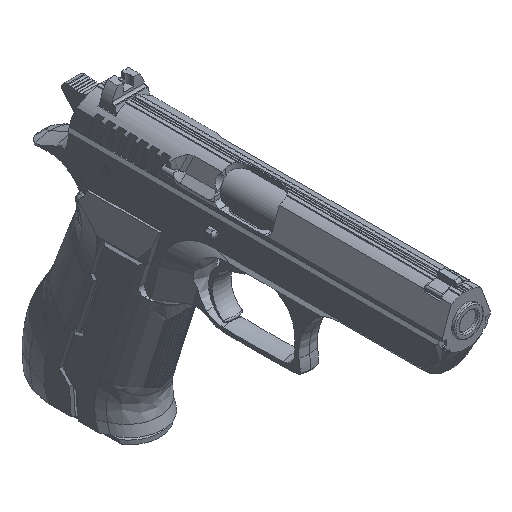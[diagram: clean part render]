
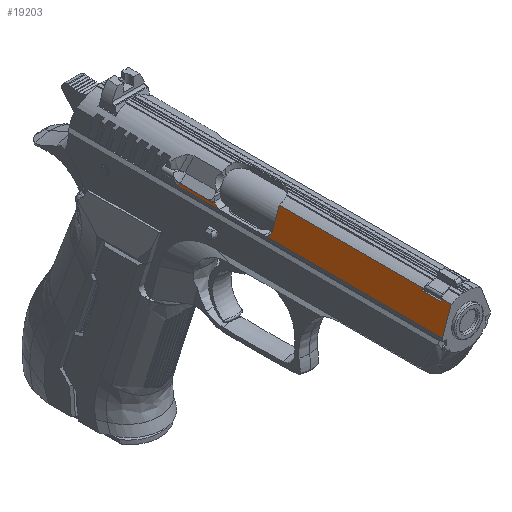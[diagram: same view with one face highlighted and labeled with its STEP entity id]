
A CAD part, isometric view. The second image highlights one B-rep face of the part: STEP entity #19203.
In plain terms, the highlighted planar face has unit normal (-0.94, 0, 0.342).
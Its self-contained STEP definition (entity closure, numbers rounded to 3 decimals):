
#1175=ELLIPSE('',#24696,3.193,3.);
#1176=ELLIPSE('',#24700,3.193,3.);
#5745=ORIENTED_EDGE('',*,*,#8083,.T.);
#5746=ORIENTED_EDGE('',*,*,#9626,.F.);
#5747=ORIENTED_EDGE('',*,*,#9606,.T.);
#5748=ORIENTED_EDGE('',*,*,#9600,.T.);
#5749=ORIENTED_EDGE('',*,*,#9598,.F.);
#5750=ORIENTED_EDGE('',*,*,#9596,.T.);
#5751=ORIENTED_EDGE('',*,*,#9594,.T.);
#5752=ORIENTED_EDGE('',*,*,#9592,.T.);
#5753=ORIENTED_EDGE('',*,*,#9590,.F.);
#5754=ORIENTED_EDGE('',*,*,#9588,.F.);
#5755=ORIENTED_EDGE('',*,*,#9585,.T.);
#5756=ORIENTED_EDGE('',*,*,#9580,.F.);
#5757=ORIENTED_EDGE('',*,*,#9576,.T.);
#8083=EDGE_CURVE('',#10845,#10851,#12740,.T.);
#9576=EDGE_CURVE('',#11829,#10845,#1175,.F.);
#9580=EDGE_CURVE('',#11829,#11831,#13544,.T.);
#9585=EDGE_CURVE('',#11835,#11831,#1176,.F.);
#9588=EDGE_CURVE('',#11835,#11836,#13549,.T.);
#9590=EDGE_CURVE('',#11836,#11837,#13550,.T.);
#9592=EDGE_CURVE('',#11838,#11837,#13551,.T.);
#9594=EDGE_CURVE('',#11839,#11838,#13553,.T.);
#9596=EDGE_CURVE('',#11840,#11839,#13555,.T.);
#9598=EDGE_CURVE('',#11840,#11841,#13556,.T.);
#9600=EDGE_CURVE('',#11842,#11841,#13557,.T.);
#9606=EDGE_CURVE('',#11845,#11842,#13562,.T.);
#9626=EDGE_CURVE('',#11845,#10851,#13575,.T.);
#10845=VERTEX_POINT('',#32938);
#10851=VERTEX_POINT('',#32965);
#11829=VERTEX_POINT('',#38888);
#11831=VERTEX_POINT('',#38898);
#11835=VERTEX_POINT('',#38912);
#11836=VERTEX_POINT('',#38917);
#11837=VERTEX_POINT('',#38921);
#11838=VERTEX_POINT('',#38925);
#11839=VERTEX_POINT('',#38929);
#11840=VERTEX_POINT('',#38933);
#11841=VERTEX_POINT('',#38937);
#11842=VERTEX_POINT('',#38941);
#11845=VERTEX_POINT('',#38955);
#12740=LINE('',#32966,#14308);
#13544=LINE('',#38897,#15112);
#13549=LINE('',#38916,#15117);
#13550=LINE('',#38920,#15118);
#13551=LINE('',#38924,#15119);
#13553=LINE('',#38928,#15121);
#13555=LINE('',#38932,#15123);
#13556=LINE('',#38936,#15124);
#13557=LINE('',#38940,#15125);
#13562=LINE('',#38954,#15130);
#13575=LINE('',#38995,#15143);
#14308=VECTOR('',#25812,1000.);
#15112=VECTOR('',#28374,1000.);
#15117=VECTOR('',#28387,1000.);
#15118=VECTOR('',#28392,1000.);
#15119=VECTOR('',#28397,1000.);
#15121=VECTOR('',#28401,1000.);
#15123=VECTOR('',#28405,1000.);
#15124=VECTOR('',#28410,1000.);
#15125=VECTOR('',#28415,1000.);
#15130=VECTOR('',#28424,1000.);
#15143=VECTOR('',#28475,1000.);
#16358=EDGE_LOOP('',(#5745,#5746,#5747,#5748,#5749,#5750,#5751,#5752,#5753,
#5754,#5755,#5756,#5757));
#17483=FACE_BOUND('',#16358,.T.);
#18313=PLANE('',#24733);
#19203=ADVANCED_FACE('',(#17483),#18313,.T.);
#24696=AXIS2_PLACEMENT_3D('',#38887,#28368,#28369);
#24700=AXIS2_PLACEMENT_3D('',#38911,#28381,#28382);
#24733=AXIS2_PLACEMENT_3D('',#38996,#28476,#28477);
#25812=DIRECTION('',(0.,1.,0.));
#28368=DIRECTION('',(-0.94,0.,0.342));
#28369=DIRECTION('',(0.342,0.,0.94));
#28374=DIRECTION('',(0.,-1.,0.));
#28381=DIRECTION('',(-0.94,0.,0.342));
#28382=DIRECTION('',(0.342,0.,0.94));
#28387=DIRECTION('',(0.342,0.,0.94));
#28392=DIRECTION('',(0.,-1.,0.));
#28397=DIRECTION('',(0.329,-0.278,0.903));
#28401=DIRECTION('',(0.,1.,0.));
#28405=DIRECTION('',(-0.329,-0.278,-0.903));
#28410=DIRECTION('',(0.,-1.,0.));
#28415=DIRECTION('',(0.342,0.,0.94));
#28424=DIRECTION('',(0.,-1.,0.));
#28475=DIRECTION('',(0.331,-0.259,0.908));
#28476=DIRECTION('',(-0.94,0.,0.342));
#28477=DIRECTION('',(-0.342,0.,-0.94));
#32938=CARTESIAN_POINT('',(-10.857,110.028,118.753));
#32965=CARTESIAN_POINT('',(-10.857,126.69,118.753));
#32966=CARTESIAN_POINT('',(-10.857,130.,118.753));
#38887=CARTESIAN_POINT('',(-10.403,107.3,120.));
#38888=CARTESIAN_POINT('',(-11.496,107.3,117.));
#38897=CARTESIAN_POINT('',(-11.496,130.,117.));
#38898=CARTESIAN_POINT('',(-11.496,85.8,117.));
#38911=CARTESIAN_POINT('',(-10.403,85.8,120.));
#38912=CARTESIAN_POINT('',(-10.403,82.8,120.));
#38916=CARTESIAN_POINT('',(-11.617,82.8,116.667));
#38917=CARTESIAN_POINT('',(-7.155,82.8,128.915));
#38920=CARTESIAN_POINT('',(-7.155,125.981,128.915));
#38921=CARTESIAN_POINT('',(-7.155,13.318,128.915));
#38924=CARTESIAN_POINT('',(-21.93,25.797,88.361));
#38925=CARTESIAN_POINT('',(-7.488,13.6,128.));
#38928=CARTESIAN_POINT('',(-7.488,130.,128.));
#38929=CARTESIAN_POINT('',(-7.488,4.6,128.));
#38932=CARTESIAN_POINT('',(0.154,11.054,148.976));
#38933=CARTESIAN_POINT('',(-7.155,4.882,128.915));
#38936=CARTESIAN_POINT('',(-7.155,125.981,128.915));
#38937=CARTESIAN_POINT('',(-7.155,0.,128.915));
#38940=CARTESIAN_POINT('',(-11.617,0.,116.667));
#38941=CARTESIAN_POINT('',(-11.5,0.,116.989));
#38954=CARTESIAN_POINT('',(-11.5,130.,116.989));
#38955=CARTESIAN_POINT('',(-11.5,127.193,116.989));
#38995=CARTESIAN_POINT('',(-11.5,127.193,116.989));
#38996=CARTESIAN_POINT('',(-11.617,130.,116.667));
